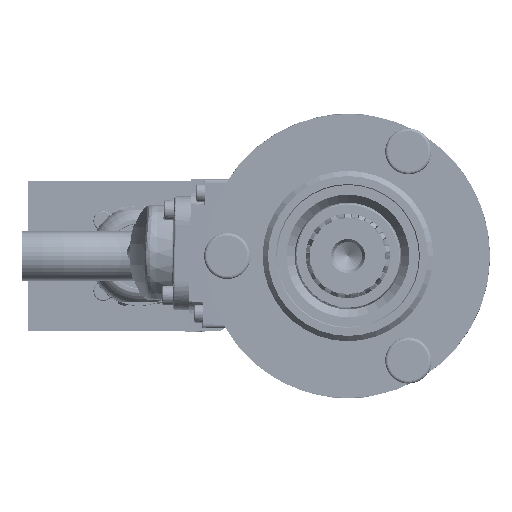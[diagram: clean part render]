
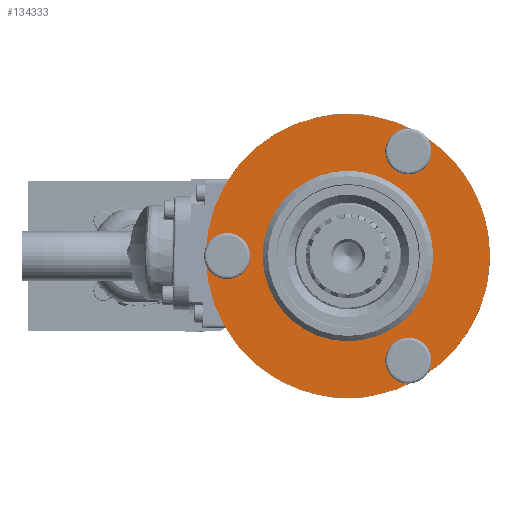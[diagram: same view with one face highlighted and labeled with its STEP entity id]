
A CAD part, left-side view. The second image highlights one B-rep face of the part: STEP entity #134333.
In plain terms, the highlighted planar face has unit normal (-1, 0, 0).
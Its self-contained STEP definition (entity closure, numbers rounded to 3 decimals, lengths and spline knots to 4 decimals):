
#4132=FACE_BOUND('',#43351,.T.);
#4133=FACE_BOUND('',#43352,.T.);
#4134=FACE_BOUND('',#43353,.T.);
#4135=FACE_BOUND('',#43354,.T.);
#7866=PLANE('',#147763);
#35860=FACE_OUTER_BOUND('',#43350,.T.);
#43350=EDGE_LOOP('',(#120248));
#43351=EDGE_LOOP('',(#120249,#120250));
#43352=EDGE_LOOP('',(#120251));
#43353=EDGE_LOOP('',(#120252));
#43354=EDGE_LOOP('',(#120253));
#50320=CIRCLE('',#147761,2.4);
#50321=CIRCLE('',#147762,2.4);
#50322=CIRCLE('',#147764,4.);
#50323=CIRCLE('',#147765,0.4);
#50324=CIRCLE('',#147766,0.4);
#50325=CIRCLE('',#147767,0.4);
#63167=VERTEX_POINT('',#286894);
#63168=VERTEX_POINT('',#286896);
#63169=VERTEX_POINT('',#286900);
#63170=VERTEX_POINT('',#286902);
#63171=VERTEX_POINT('',#286904);
#63172=VERTEX_POINT('',#286906);
#82393=EDGE_CURVE('',#63168,#63167,#50320,.T.);
#82394=EDGE_CURVE('',#63167,#63168,#50321,.T.);
#82395=EDGE_CURVE('',#63169,#63169,#50322,.T.);
#82396=EDGE_CURVE('',#63170,#63170,#50323,.T.);
#82397=EDGE_CURVE('',#63171,#63171,#50324,.T.);
#82398=EDGE_CURVE('',#63172,#63172,#50325,.T.);
#120248=ORIENTED_EDGE('',*,*,#82395,.T.);
#120249=ORIENTED_EDGE('',*,*,#82393,.T.);
#120250=ORIENTED_EDGE('',*,*,#82394,.T.);
#120251=ORIENTED_EDGE('',*,*,#82396,.F.);
#120252=ORIENTED_EDGE('',*,*,#82397,.F.);
#120253=ORIENTED_EDGE('',*,*,#82398,.F.);
#134333=ADVANCED_FACE('',(#35860,#4132,#4133,#4134,#4135),#7866,.T.);
#147761=AXIS2_PLACEMENT_3D('',#286897,#183837,#183838);
#147762=AXIS2_PLACEMENT_3D('',#286898,#183839,#183840);
#147763=AXIS2_PLACEMENT_3D('',#286899,#183841,#183842);
#147764=AXIS2_PLACEMENT_3D('',#286901,#183843,#183844);
#147765=AXIS2_PLACEMENT_3D('',#286903,#183845,#183846);
#147766=AXIS2_PLACEMENT_3D('',#286905,#183847,#183848);
#147767=AXIS2_PLACEMENT_3D('',#286907,#183849,#183850);
#183837=DIRECTION('center_axis',(1.,0.,0.));
#183838=DIRECTION('ref_axis',(0.,1.,0.));
#183839=DIRECTION('center_axis',(1.,0.,0.));
#183840=DIRECTION('ref_axis',(0.,1.,0.));
#183841=DIRECTION('center_axis',(-1.,0.,0.));
#183842=DIRECTION('ref_axis',(0.,1.,0.));
#183843=DIRECTION('center_axis',(-1.,0.,0.));
#183844=DIRECTION('ref_axis',(0.,-1.,0.));
#183845=DIRECTION('center_axis',(-1.,0.,0.));
#183846=DIRECTION('ref_axis',(0.,1.,0.));
#183847=DIRECTION('center_axis',(-1.,0.,0.));
#183848=DIRECTION('ref_axis',(0.,1.,0.));
#183849=DIRECTION('center_axis',(-1.,0.,0.));
#183850=DIRECTION('ref_axis',(0.,1.,0.));
#286894=CARTESIAN_POINT('',(2.61,-2.4,0.));
#286896=CARTESIAN_POINT('',(2.61,2.4,0.));
#286897=CARTESIAN_POINT('Origin',(2.61,0.,0.));
#286898=CARTESIAN_POINT('Origin',(2.61,0.,0.));
#286899=CARTESIAN_POINT('Origin',(2.61,0.,0.));
#286900=CARTESIAN_POINT('',(2.61,4.,0.));
#286901=CARTESIAN_POINT('Origin',(2.61,0.,0.));
#286902=CARTESIAN_POINT('',(2.61,3.8,0.));
#286903=CARTESIAN_POINT('Origin',(2.61,3.4,0.));
#286904=CARTESIAN_POINT('',(2.61,-1.3,2.9445));
#286905=CARTESIAN_POINT('Origin',(2.61,-1.7,2.9445));
#286906=CARTESIAN_POINT('',(2.61,-1.3,-2.9445));
#286907=CARTESIAN_POINT('Origin',(2.61,-1.7,-2.9445));
